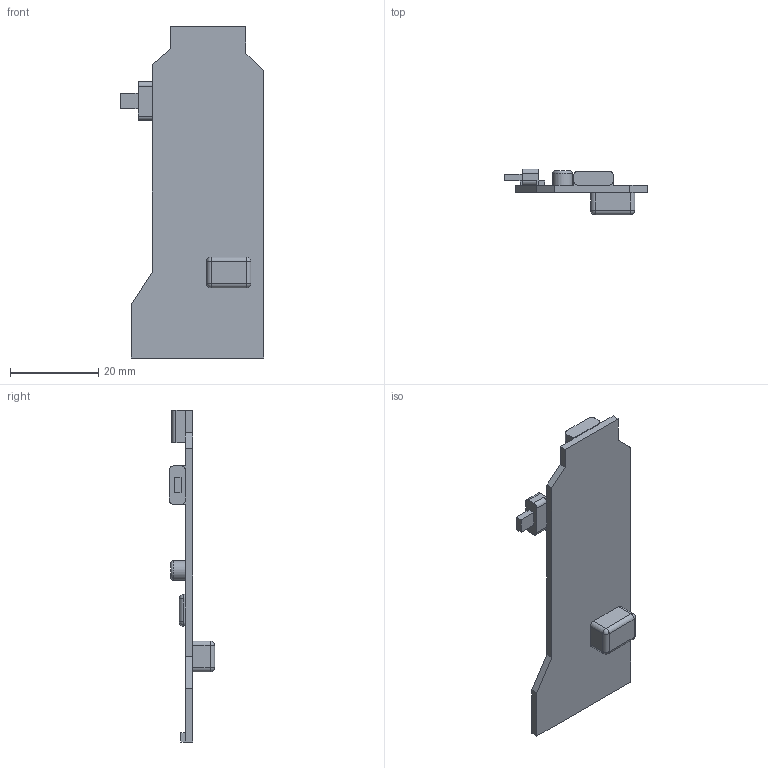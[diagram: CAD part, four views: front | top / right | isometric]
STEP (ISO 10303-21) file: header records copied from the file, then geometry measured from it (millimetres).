
FILE_DESCRIPTION(/* description */ (''),/* implementation_level */ '2;1');
FILE_NAME(/* name */ 'PCB_Tx.step',/* time_stamp */ '2023-01-22T18:50:12+07:00',/* author */ (''),/* organization */ (''),/* preprocessor_version */ 'ST-DEVELOPER v19.2',/* originating_system */ 'Autodesk Translation Framework v11.17.0.187',/* authorisation */ '');
FILE_SCHEMA (('AUTOMOTIVE_DESIGN { 1 0 10303 214 3 1 1 }'));
Length unit declared in the file: millimetre
Products named in the file (2): REMOTE_PCB; PCB
Assembly tree (1 placements, depth 2):
  REMOTE_PCB
    PCB
Bounding box: 32.41 x 10.25 x 75.16 mm (x, y, z)
Volume: 3858.8 mm3; surface area: 4644.1 mm2
Topology: 1 solids, 1 shells, 78 faces, 192 edges, 120 vertices
Faces by surface type: plane 44, cylinder 25, sphere 8, torus 1
Full cylindrical faces by diameter (mm): 4.421 x1
Entity records: 2330 total; most frequent: DIRECTION 407, CARTESIAN_POINT 393, ORIENTED_EDGE 384, EDGE_CURVE 192, LINE 139, VECTOR 139, AXIS2_PLACEMENT_3D 134, VERTEX_POINT 120
